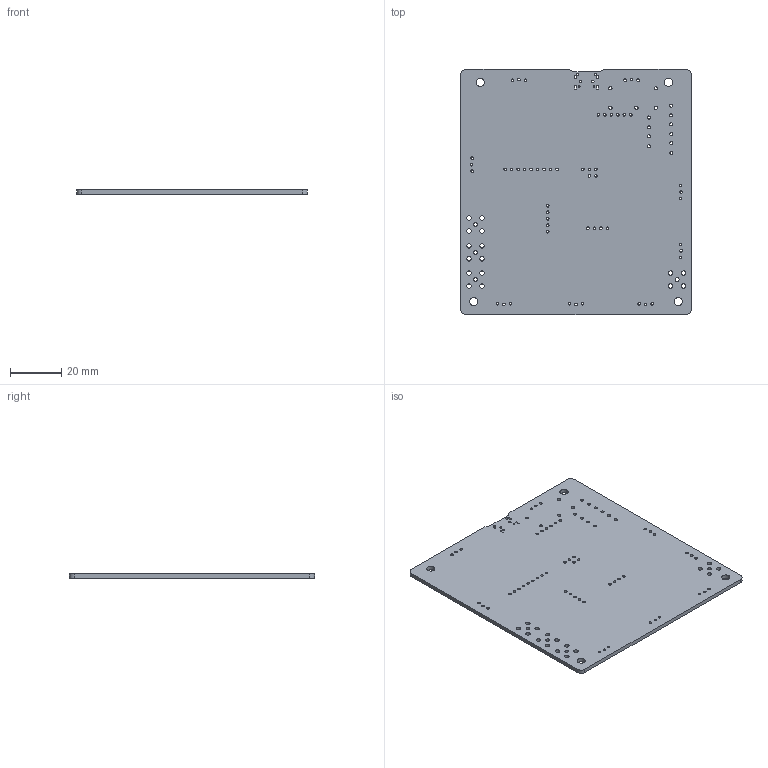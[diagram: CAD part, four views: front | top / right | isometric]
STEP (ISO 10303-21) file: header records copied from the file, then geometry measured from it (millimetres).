
FILE_DESCRIPTION(('KiCad electronic assembly'),'2;1');
FILE_NAME('mainboard.step','2022-07-14T00:16:06',('Pcbnew'),('Kicad'), 'Open CASCADE STEP processor 7.6','KiCad to STEP converter','Unknown' );
FILE_SCHEMA(('AUTOMOTIVE_DESIGN { 1 0 10303 214 1 1 1 1 }'));
Length unit declared in the file: millimetre
Products named in the file (2): mainboard 1; _autosave-mainboard PCB
Assembly tree (1 placements, depth 2):
  mainboard 1
    _autosave-mainboard PCB
Bounding box: 90.17 x 95.89 x 1.57 mm (x, y, z)
Volume: 13369.2 mm3; surface area: 18190.2 mm2
Topology: 1 solids, 1 shells, 128 faces, 378 edges, 252 vertices
Faces by surface type: cylinder 110, plane 18
Full cylindrical faces by diameter (mm): 0.65 x2, 0.889 x2, 0.9 x2, 1 x29, 1.016 x24, 1.2 x10, 1.295 x5, 1.5 x4, 1.7 x16, 3.2 x4
Entity records: 10431 total; most frequent: CARTESIAN_POINT 2836, DIRECTION 1394, ORIENTED_EDGE 756, PCURVE 756, DEFINITIONAL_REPRESENTATION 756, LINE 694, VECTOR 694, EDGE_CURVE 378
